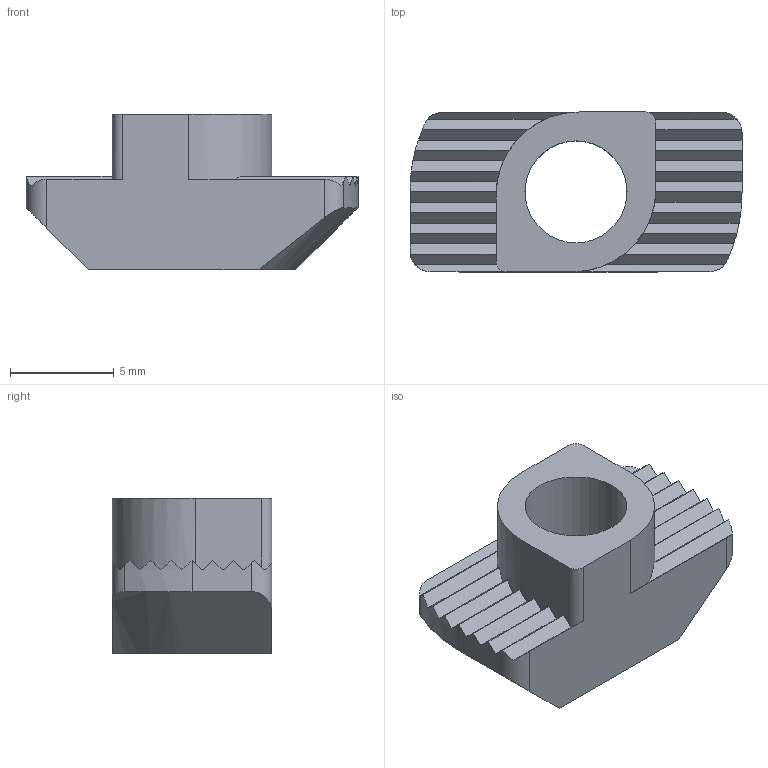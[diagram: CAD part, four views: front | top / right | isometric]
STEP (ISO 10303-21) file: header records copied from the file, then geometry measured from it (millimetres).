
FILE_DESCRIPTION(/* description */ ('STEP AP214'),/* implementation_level */ '2;1');
FILE_NAME(/* name */ '1008369.stp',/* time_stamp */ '2024-05-01T08:51:08+02:00',/* author */ ('b.steehouwer'),/* organization */ ('CADENAS'),/* preprocessor_version */ 'ST-DEVELOPER v18.1',/* originating_system */ 'Autodesk Inventor 2021',/* authorisation */ ' ');
FILE_SCHEMA (('AUTOMOTIVE_DESIGN { 1 0 10303 214 3 1 1 }'));
Length unit declared in the file: millimetre
Products named in the file (1): 1008369
Bounding box: 16 x 7.7 x 7.5 mm (x, y, z)
Volume: 468.6 mm3; surface area: 577.7 mm2
Topology: 1 solids, 1 shells, 53 faces, 152 edges, 101 vertices
Faces by surface type: plane 40, cylinder 11, bspline 2
Full cylindrical faces by diameter (mm): 4.917 x1
Entity records: 1980 total; most frequent: CARTESIAN_POINT 447, ORIENTED_EDGE 304, DIRECTION 298, EDGE_CURVE 152, AXIS2_PLACEMENT_3D 104, VERTEX_POINT 101, LINE 90, VECTOR 90
